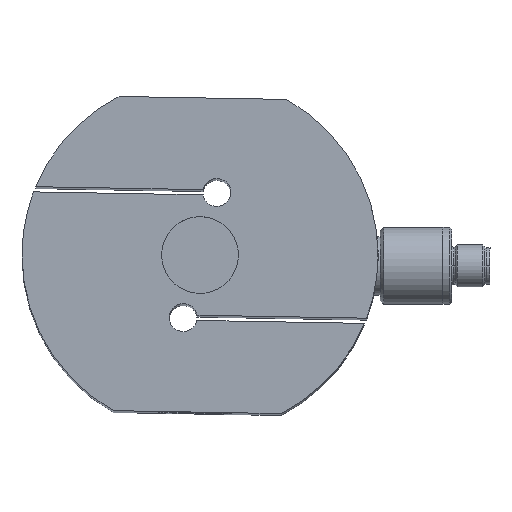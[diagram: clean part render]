
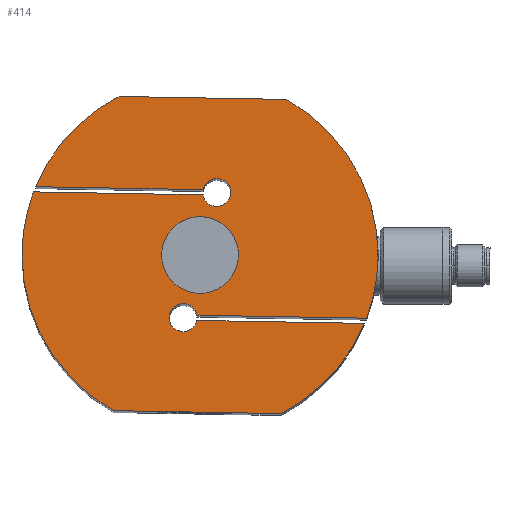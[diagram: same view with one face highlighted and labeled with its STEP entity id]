
A CAD part, top view. The second image highlights one B-rep face of the part: STEP entity #414.
In plain terms, the highlighted planar face has unit normal (0, 0.011, 1).
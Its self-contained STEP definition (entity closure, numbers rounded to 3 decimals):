
#414=ADVANCED_FACE('3:439',(#837,#838),#839,.F.);
#837=FACE_OUTER_BOUND('',#1293,.T.);
#838=FACE_BOUND('',#1294,.T.);
#839=PLANE('',#1295);
#1293=EDGE_LOOP('',(#2100,#2101,#2102,#2103,#2104,#2105,#2106,#2107,#2108,#2109,#2110,#2111,#2112,#2113,#2114,#2115));
#1294=EDGE_LOOP('',(#2116,#2117));
#1295=AXIS2_PLACEMENT_3D('',#2118,#2119,#2120);
#2100=ORIENTED_EDGE('',*,*,#2877,.F.);
#2101=ORIENTED_EDGE('',*,*,#2967,.F.);
#2102=ORIENTED_EDGE('',*,*,#2701,.F.);
#2103=ORIENTED_EDGE('',*,*,#2968,.F.);
#2104=ORIENTED_EDGE('',*,*,#2792,.F.);
#2105=ORIENTED_EDGE('',*,*,#2890,.F.);
#2106=ORIENTED_EDGE('',*,*,#2924,.F.);
#2107=ORIENTED_EDGE('',*,*,#2969,.F.);
#2108=ORIENTED_EDGE('',*,*,#2970,.F.);
#2109=ORIENTED_EDGE('',*,*,#2971,.F.);
#2110=ORIENTED_EDGE('',*,*,#2949,.F.);
#2111=ORIENTED_EDGE('',*,*,#2972,.F.);
#2112=ORIENTED_EDGE('',*,*,#2973,.F.);
#2113=ORIENTED_EDGE('',*,*,#2706,.F.);
#2114=ORIENTED_EDGE('',*,*,#2974,.F.);
#2115=ORIENTED_EDGE('',*,*,#2859,.F.);
#2116=ORIENTED_EDGE('',*,*,#2844,.F.);
#2117=ORIENTED_EDGE('',*,*,#2975,.F.);
#2118=CARTESIAN_POINT('',(-19.699,3.084,27.968));
#2119=DIRECTION('',(0.,-0.011,-1.));
#2120=DIRECTION('',(-1.,0.017,0.));
#2701=EDGE_CURVE('3:574',#3181,#3182,#3183,.T.);
#2706=EDGE_CURVE('3:589',#3190,#3191,#3192,.T.);
#2792=EDGE_CURVE('3:481',#3334,#3330,#3336,.T.);
#2844=EDGE_CURVE('3:550',#3419,#3422,#3423,.T.);
#2859=EDGE_CURVE('3:535',#3447,#3439,#3449,.T.);
#2877=EDGE_CURVE('3:568',#3472,#3447,#3473,.T.);
#2890=EDGE_CURVE('3:577',#3491,#3334,#3492,.T.);
#2924=EDGE_CURVE('',#3536,#3491,#3538,.T.);
#2949=EDGE_CURVE('3:586',#3568,#3569,#3570,.T.);
#2967=EDGE_CURVE('3:571',#3182,#3472,#3592,.T.);
#2968=EDGE_CURVE('',#3330,#3181,#3593,.T.);
#2969=EDGE_CURVE('3:487',#3594,#3536,#3595,.T.);
#2970=EDGE_CURVE('3:580',#3596,#3594,#3597,.T.);
#2971=EDGE_CURVE('3:583',#3569,#3596,#3598,.T.);
#2972=EDGE_CURVE('',#3599,#3568,#3600,.T.);
#2973=EDGE_CURVE('3:499',#3191,#3599,#3601,.T.);
#2974=EDGE_CURVE('',#3439,#3190,#3602,.T.);
#2975=EDGE_CURVE('',#3422,#3419,#3603,.T.);
#3181=VERTEX_POINT('',#3844);
#3182=VERTEX_POINT('',#3845);
#3183=LINE('',#3846,#3847);
#3190=VERTEX_POINT('',#3857);
#3191=VERTEX_POINT('',#3858);
#3192=LINE('',#3859,#3860);
#3330=VERTEX_POINT('',#4045);
#3334=VERTEX_POINT('',#4050);
#3336=CIRCLE('',#4053,4.);
#3419=VERTEX_POINT('',#4147);
#3422=VERTEX_POINT('',#4151);
#3423=CIRCLE('',#4152,11.0);
#3439=VERTEX_POINT('',#4171);
#3447=VERTEX_POINT('',#4190);
#3449=CIRCLE('',#4193,51.0);
#3472=VERTEX_POINT('',#4216);
#3473=LINE('',#4217,#4218);
#3491=VERTEX_POINT('',#4240);
#3492=LINE('',#4241,#4242);
#3536=VERTEX_POINT('',#4294);
#3538=CIRCLE('',#4297,51.0);
#3568=VERTEX_POINT('',#4339);
#3569=VERTEX_POINT('',#4340);
#3570=LINE('',#4341,#4342);
#3592=CIRCLE('',#4370,51.0);
#3593=CIRCLE('',#4371,4.);
#3594=VERTEX_POINT('',#4372);
#3595=CIRCLE('',#4373,51.0);
#3596=VERTEX_POINT('',#4374);
#3597=LINE('',#4375,#4376);
#3598=CIRCLE('',#4377,51.0);
#3599=VERTEX_POINT('',#4378);
#3600=CIRCLE('',#4379,4.);
#3601=CIRCLE('',#4380,4.);
#3602=CIRCLE('',#4381,51.0);
#3603=CIRCLE('',#4382,11.0);
#3844=CARTESIAN_POINT('',(-18.801,21.82,27.77));
#3845=CARTESIAN_POINT('',(-66.793,22.659,27.761));
#3846=CARTESIAN_POINT('',(-18.801,21.82,27.77));
#3847=VECTOR('',#4639,1.0);
#3857=CARTESIAN_POINT('',(27.986,-15.001,28.16));
#3858=CARTESIAN_POINT('',(-20.572,-14.153,28.151));
#3859=CARTESIAN_POINT('',(27.986,-15.001,28.16));
#3860=VECTOR('',#4643,1.0);
#4045=CARTESIAN_POINT('',(-10.886,20.931,27.78));
#4050=CARTESIAN_POINT('',(-18.827,20.32,27.786));
#4053=AXIS2_PLACEMENT_3D('',#4786,#4787,#4788);
#4147=CARTESIAN_POINT('',(-8.701,2.891,27.97));
#4151=CARTESIAN_POINT('',(-30.698,3.276,27.966));
#4152=AXIS2_PLACEMENT_3D('',#4885,#4886,#4887);
#4171=CARTESIAN_POINT('',(31.293,2.192,27.978));
#4190=CARTESIAN_POINT('',(5.084,47.655,27.497));
#4193=AXIS2_PLACEMENT_3D('',#4909,#4910,#4911);
#4216=CARTESIAN_POINT('',(-42.909,48.494,27.488));
#4217=CARTESIAN_POINT('',(5.084,47.655,27.497));
#4218=VECTOR('',#4948,1.0);
#4240=CARTESIAN_POINT('',(-67.385,21.169,27.777));
#4241=CARTESIAN_POINT('',(-18.827,20.32,27.786));
#4242=VECTOR('',#4968,1.0);
#4294=CARTESIAN_POINT('',(-70.691,3.975,27.959));
#4297=AXIS2_PLACEMENT_3D('',#5020,#5021,#5022);
#4339=CARTESIAN_POINT('',(-20.598,-15.652,28.166));
#4340=CARTESIAN_POINT('',(27.394,-16.491,28.175));
#4341=CARTESIAN_POINT('',(27.394,-16.491,28.175));
#4342=VECTOR('',#5059,1.0);
#4370=AXIS2_PLACEMENT_3D('',#5081,#5082,#5083);
#4371=AXIS2_PLACEMENT_3D('',#5084,#5085,#5086);
#4372=CARTESIAN_POINT('',(-44.482,-41.488,28.44));
#4373=AXIS2_PLACEMENT_3D('',#5087,#5088,#5089);
#4374=CARTESIAN_POINT('',(3.511,-42.326,28.448));
#4375=CARTESIAN_POINT('',(3.511,-42.326,28.448));
#4376=VECTOR('',#5090,1.0);
#4377=AXIS2_PLACEMENT_3D('',#5091,#5092,#5093);
#4378=CARTESIAN_POINT('',(-28.513,-14.764,28.157));
#4379=AXIS2_PLACEMENT_3D('',#5094,#5095,#5096);
#4380=AXIS2_PLACEMENT_3D('',#5097,#5098,#5099);
#4381=AXIS2_PLACEMENT_3D('',#5100,#5101,#5102);
#4382=AXIS2_PLACEMENT_3D('',#5103,#5104,#5105);
#4639=DIRECTION('',(-1.,0.017,0.));
#4643=DIRECTION('',(-1.,0.017,0.));
#4786=CARTESIAN_POINT('',(-14.885,21.001,27.779));
#4787=DIRECTION('',(0.,0.011,1.));
#4788=DIRECTION('',(-1.,0.017,0.));
#4885=CARTESIAN_POINT('',(-19.699,3.084,27.968));
#4886=DIRECTION('',(0.,0.011,1.));
#4887=DIRECTION('',(1.,-0.017,0.));
#4909=CARTESIAN_POINT('',(-19.699,3.084,27.968));
#4910=DIRECTION('',(0.,-0.011,-1.));
#4911=DIRECTION('',(-1.,0.017,0.));
#4948=DIRECTION('',(1.,-0.017,0.));
#4968=DIRECTION('',(1.,-0.017,0.));
#5020=CARTESIAN_POINT('',(-19.699,3.084,27.968));
#5021=DIRECTION('',(0.,-0.011,-1.));
#5022=DIRECTION('',(-1.,0.017,0.));
#5059=DIRECTION('',(1.,-0.017,0.));
#5081=CARTESIAN_POINT('',(-19.699,3.084,27.968));
#5082=DIRECTION('',(0.,-0.011,-1.));
#5083=DIRECTION('',(-1.,0.017,0.));
#5084=CARTESIAN_POINT('',(-14.885,21.001,27.779));
#5085=DIRECTION('',(0.,0.011,1.));
#5086=DIRECTION('',(-1.,0.017,0.));
#5087=CARTESIAN_POINT('',(-19.699,3.084,27.968));
#5088=DIRECTION('',(0.,-0.011,-1.));
#5089=DIRECTION('',(-1.,0.017,0.));
#5090=DIRECTION('',(-1.,0.017,0.));
#5091=CARTESIAN_POINT('',(-19.699,3.084,27.968));
#5092=DIRECTION('',(0.,-0.011,-1.));
#5093=DIRECTION('',(-1.,0.017,0.));
#5094=CARTESIAN_POINT('',(-24.513,-14.834,28.158));
#5095=DIRECTION('',(0.,0.011,1.));
#5096=DIRECTION('',(-1.,0.017,0.));
#5097=CARTESIAN_POINT('',(-24.513,-14.834,28.158));
#5098=DIRECTION('',(0.,0.011,1.));
#5099=DIRECTION('',(-1.,0.017,0.));
#5100=CARTESIAN_POINT('',(-19.699,3.084,27.968));
#5101=DIRECTION('',(0.,-0.011,-1.));
#5102=DIRECTION('',(-1.,0.017,0.));
#5103=CARTESIAN_POINT('',(-19.699,3.084,27.968));
#5104=DIRECTION('',(0.,0.011,1.));
#5105=DIRECTION('',(1.,-0.017,0.));
